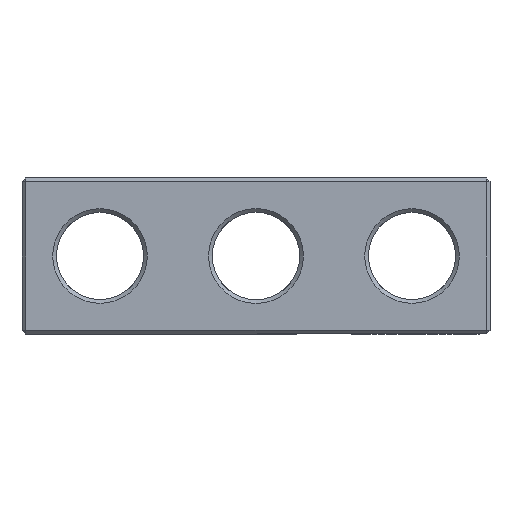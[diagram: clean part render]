
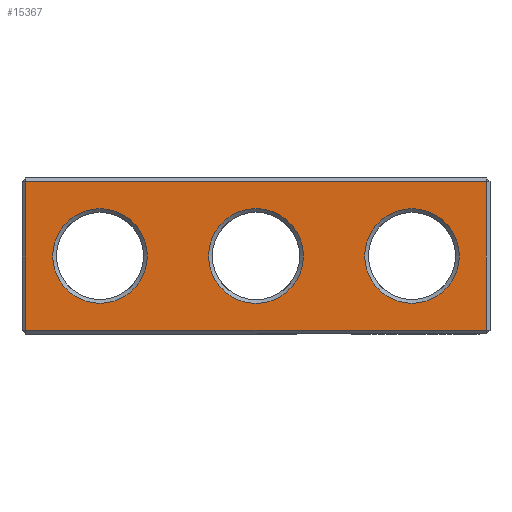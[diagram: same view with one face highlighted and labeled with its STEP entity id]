
A CAD part, front view. The second image highlights one B-rep face of the part: STEP entity #15367.
In plain terms, the highlighted planar face has unit normal (0, -1, 0).
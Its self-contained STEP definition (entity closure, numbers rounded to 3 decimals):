
#1553 = PLANE('',#1554);
#1554 = AXIS2_PLACEMENT_3D('',#1555,#1556,#1557);
#1555 = CARTESIAN_POINT('',(-31.25,-6.1,0.15));
#1556 = DIRECTION('',(0.,-0.707,-0.707));
#1557 = DIRECTION('',(-1.,-0.,-0.));
#9851 = VERTEX_POINT('',#9852);
#9852 = CARTESIAN_POINT('',(-30.95,-6.25,0.3));
#9878 = EDGE_CURVE('',#9851,#9879,#9881,.T.);
#9879 = VERTEX_POINT('',#9880);
#9880 = CARTESIAN_POINT('',(5.95,-6.25,0.3));
#9881 = SURFACE_CURVE('',#9882,(#9886,#9893),.PCURVE_S1.);
#9882 = LINE('',#9883,#9884);
#9883 = CARTESIAN_POINT('',(-31.25,-6.25,0.3));
#9884 = VECTOR('',#9885,1.);
#9885 = DIRECTION('',(1.,0.,0.));
#9886 = PCURVE('',#1553,#9887);
#9887 = DEFINITIONAL_REPRESENTATION('',(#9888),#9892);
#9888 = LINE('',#9889,#9890);
#9889 = CARTESIAN_POINT('',(-0.,-0.212));
#9890 = VECTOR('',#9891,1.);
#9891 = DIRECTION('',(-1.,0.));
#9892 = ( GEOMETRIC_REPRESENTATION_CONTEXT(2) 
PARAMETRIC_REPRESENTATION_CONTEXT() REPRESENTATION_CONTEXT('2D SPACE',''
  ) );
#9893 = PCURVE('',#9894,#9899);
#9894 = PLANE('',#9895);
#9895 = AXIS2_PLACEMENT_3D('',#9896,#9897,#9898);
#9896 = CARTESIAN_POINT('',(-31.25,-6.25,0.));
#9897 = DIRECTION('',(0.,1.,0.));
#9898 = DIRECTION('',(1.,0.,0.));
#9899 = DEFINITIONAL_REPRESENTATION('',(#9900),#9904);
#9900 = LINE('',#9901,#9902);
#9901 = CARTESIAN_POINT('',(0.,-0.3));
#9902 = VECTOR('',#9903,1.);
#9903 = DIRECTION('',(1.,0.));
#9904 = ( GEOMETRIC_REPRESENTATION_CONTEXT(2) 
PARAMETRIC_REPRESENTATION_CONTEXT() REPRESENTATION_CONTEXT('2D SPACE',''
  ) );
#15032 = PLANE('',#15033);
#15033 = AXIS2_PLACEMENT_3D('',#15034,#15035,#15036);
#15034 = CARTESIAN_POINT('',(6.1,-6.1,0.));
#15035 = DIRECTION('',(0.707,-0.707,0.));
#15036 = DIRECTION('',(-0.,-0.,-1.));
#15356 = PLANE('',#15357);
#15357 = AXIS2_PLACEMENT_3D('',#15358,#15359,#15360);
#15358 = CARTESIAN_POINT('',(-31.1,-6.1,0.));
#15359 = DIRECTION('',(-0.707,-0.707,0.));
#15360 = DIRECTION('',(-0.,-0.,-1.));
#15367 = ADVANCED_FACE('',(#15368,#15443,#15478,#15509),#9894,.F.);
#15368 = FACE_BOUND('',#15369,.F.);
#15369 = EDGE_LOOP('',(#15370,#15400,#15421,#15422));
#15370 = ORIENTED_EDGE('',*,*,#15371,.T.);
#15371 = EDGE_CURVE('',#15372,#15374,#15376,.T.);
#15372 = VERTEX_POINT('',#15373);
#15373 = CARTESIAN_POINT('',(-30.95,-6.25,12.2));
#15374 = VERTEX_POINT('',#15375);
#15375 = CARTESIAN_POINT('',(5.95,-6.25,12.2));
#15376 = SURFACE_CURVE('',#15377,(#15381,#15388),.PCURVE_S1.);
#15377 = LINE('',#15378,#15379);
#15378 = CARTESIAN_POINT('',(-31.25,-6.25,12.2));
#15379 = VECTOR('',#15380,1.);
#15380 = DIRECTION('',(1.,0.,0.));
#15381 = PCURVE('',#9894,#15382);
#15382 = DEFINITIONAL_REPRESENTATION('',(#15383),#15387);
#15383 = LINE('',#15384,#15385);
#15384 = CARTESIAN_POINT('',(0.,-12.2));
#15385 = VECTOR('',#15386,1.);
#15386 = DIRECTION('',(1.,0.));
#15387 = ( GEOMETRIC_REPRESENTATION_CONTEXT(2) 
PARAMETRIC_REPRESENTATION_CONTEXT() REPRESENTATION_CONTEXT('2D SPACE',''
  ) );
#15388 = PCURVE('',#15389,#15394);
#15389 = PLANE('',#15390);
#15390 = AXIS2_PLACEMENT_3D('',#15391,#15392,#15393);
#15391 = CARTESIAN_POINT('',(-31.25,-6.1,12.35));
#15392 = DIRECTION('',(0.,0.707,-0.707));
#15393 = DIRECTION('',(-1.,-0.,-0.));
#15394 = DEFINITIONAL_REPRESENTATION('',(#15395),#15399);
#15395 = LINE('',#15396,#15397);
#15396 = CARTESIAN_POINT('',(-0.,-0.212));
#15397 = VECTOR('',#15398,1.);
#15398 = DIRECTION('',(-1.,0.));
#15399 = ( GEOMETRIC_REPRESENTATION_CONTEXT(2) 
PARAMETRIC_REPRESENTATION_CONTEXT() REPRESENTATION_CONTEXT('2D SPACE',''
  ) );
#15400 = ORIENTED_EDGE('',*,*,#15401,.F.);
#15401 = EDGE_CURVE('',#9879,#15374,#15402,.T.);
#15402 = SURFACE_CURVE('',#15403,(#15407,#15414),.PCURVE_S1.);
#15403 = LINE('',#15404,#15405);
#15404 = CARTESIAN_POINT('',(5.95,-6.25,0.));
#15405 = VECTOR('',#15406,1.);
#15406 = DIRECTION('',(0.,0.,1.));
#15407 = PCURVE('',#9894,#15408);
#15408 = DEFINITIONAL_REPRESENTATION('',(#15409),#15413);
#15409 = LINE('',#15410,#15411);
#15410 = CARTESIAN_POINT('',(37.2,0.));
#15411 = VECTOR('',#15412,1.);
#15412 = DIRECTION('',(0.,-1.));
#15413 = ( GEOMETRIC_REPRESENTATION_CONTEXT(2) 
PARAMETRIC_REPRESENTATION_CONTEXT() REPRESENTATION_CONTEXT('2D SPACE',''
  ) );
#15414 = PCURVE('',#15032,#15415);
#15415 = DEFINITIONAL_REPRESENTATION('',(#15416),#15420);
#15416 = LINE('',#15417,#15418);
#15417 = CARTESIAN_POINT('',(-0.,-0.212));
#15418 = VECTOR('',#15419,1.);
#15419 = DIRECTION('',(-1.,0.));
#15420 = ( GEOMETRIC_REPRESENTATION_CONTEXT(2) 
PARAMETRIC_REPRESENTATION_CONTEXT() REPRESENTATION_CONTEXT('2D SPACE',''
  ) );
#15421 = ORIENTED_EDGE('',*,*,#9878,.F.);
#15422 = ORIENTED_EDGE('',*,*,#15423,.T.);
#15423 = EDGE_CURVE('',#9851,#15372,#15424,.T.);
#15424 = SURFACE_CURVE('',#15425,(#15429,#15436),.PCURVE_S1.);
#15425 = LINE('',#15426,#15427);
#15426 = CARTESIAN_POINT('',(-30.95,-6.25,0.));
#15427 = VECTOR('',#15428,1.);
#15428 = DIRECTION('',(0.,0.,1.));
#15429 = PCURVE('',#9894,#15430);
#15430 = DEFINITIONAL_REPRESENTATION('',(#15431),#15435);
#15431 = LINE('',#15432,#15433);
#15432 = CARTESIAN_POINT('',(0.3,0.));
#15433 = VECTOR('',#15434,1.);
#15434 = DIRECTION('',(0.,-1.));
#15435 = ( GEOMETRIC_REPRESENTATION_CONTEXT(2) 
PARAMETRIC_REPRESENTATION_CONTEXT() REPRESENTATION_CONTEXT('2D SPACE',''
  ) );
#15436 = PCURVE('',#15356,#15437);
#15437 = DEFINITIONAL_REPRESENTATION('',(#15438),#15442);
#15438 = LINE('',#15439,#15440);
#15439 = CARTESIAN_POINT('',(-0.,0.212));
#15440 = VECTOR('',#15441,1.);
#15441 = DIRECTION('',(-1.,0.));
#15442 = ( GEOMETRIC_REPRESENTATION_CONTEXT(2) 
PARAMETRIC_REPRESENTATION_CONTEXT() REPRESENTATION_CONTEXT('2D SPACE',''
  ) );
#15443 = FACE_BOUND('',#15444,.F.);
#15444 = EDGE_LOOP('',(#15445));
#15445 = ORIENTED_EDGE('',*,*,#15446,.T.);
#15446 = EDGE_CURVE('',#15447,#15447,#15449,.T.);
#15447 = VERTEX_POINT('',#15448);
#15448 = CARTESIAN_POINT('',(-25.,-6.25,10.04));
#15449 = SURFACE_CURVE('',#15450,(#15455,#15466),.PCURVE_S1.);
#15450 = CIRCLE('',#15451,3.79);
#15451 = AXIS2_PLACEMENT_3D('',#15452,#15453,#15454);
#15452 = CARTESIAN_POINT('',(-25.,-6.25,6.25));
#15453 = DIRECTION('',(0.,-1.,0.));
#15454 = DIRECTION('',(0.,0.,1.));
#15455 = PCURVE('',#9894,#15456);
#15456 = DEFINITIONAL_REPRESENTATION('',(#15457),#15465);
#15457 = ( BOUNDED_CURVE() B_SPLINE_CURVE(2,(#15458,#15459,#15460,#15461
    ,#15462,#15463,#15464),.UNSPECIFIED.,.T.,.F.) 
B_SPLINE_CURVE_WITH_KNOTS((1,2,2,2,2,1),(-2.094,0.,
    2.094,4.189,6.283,8.378),
.UNSPECIFIED.) CURVE() GEOMETRIC_REPRESENTATION_ITEM() 
RATIONAL_B_SPLINE_CURVE((1.,0.5,1.,0.5,1.,0.5,1.)) REPRESENTATION_ITEM(
  '') );
#15458 = CARTESIAN_POINT('',(6.25,-10.04));
#15459 = CARTESIAN_POINT('',(-0.314,-10.04));
#15460 = CARTESIAN_POINT('',(2.968,-4.355));
#15461 = CARTESIAN_POINT('',(6.25,1.33));
#15462 = CARTESIAN_POINT('',(9.532,-4.355));
#15463 = CARTESIAN_POINT('',(12.814,-10.04));
#15464 = CARTESIAN_POINT('',(6.25,-10.04));
#15465 = ( GEOMETRIC_REPRESENTATION_CONTEXT(2) 
PARAMETRIC_REPRESENTATION_CONTEXT() REPRESENTATION_CONTEXT('2D SPACE',''
  ) );
#15466 = PCURVE('',#15467,#15472);
#15467 = CONICAL_SURFACE('',#15468,3.49,0.785);
#15468 = AXIS2_PLACEMENT_3D('',#15469,#15470,#15471);
#15469 = CARTESIAN_POINT('',(-25.,-5.95,6.25));
#15470 = DIRECTION('',(0.,-1.,0.));
#15471 = DIRECTION('',(0.,0.,1.));
#15472 = DEFINITIONAL_REPRESENTATION('',(#15473),#15477);
#15473 = LINE('',#15474,#15475);
#15474 = CARTESIAN_POINT('',(0.,0.3));
#15475 = VECTOR('',#15476,1.);
#15476 = DIRECTION('',(1.,0.));
#15477 = ( GEOMETRIC_REPRESENTATION_CONTEXT(2) 
PARAMETRIC_REPRESENTATION_CONTEXT() REPRESENTATION_CONTEXT('2D SPACE',''
  ) );
#15478 = FACE_BOUND('',#15479,.F.);
#15479 = EDGE_LOOP('',(#15480));
#15480 = ORIENTED_EDGE('',*,*,#15481,.F.);
#15481 = EDGE_CURVE('',#15482,#15482,#15484,.T.);
#15482 = VERTEX_POINT('',#15483);
#15483 = CARTESIAN_POINT('',(-12.5,-6.25,10.05));
#15484 = SURFACE_CURVE('',#15485,(#15490,#15497),.PCURVE_S1.);
#15485 = CIRCLE('',#15486,3.8);
#15486 = AXIS2_PLACEMENT_3D('',#15487,#15488,#15489);
#15487 = CARTESIAN_POINT('',(-12.5,-6.25,6.25));
#15488 = DIRECTION('',(0.,1.,0.));
#15489 = DIRECTION('',(0.,0.,1.));
#15490 = PCURVE('',#9894,#15491);
#15491 = DEFINITIONAL_REPRESENTATION('',(#15492),#15496);
#15492 = CIRCLE('',#15493,3.8);
#15493 = AXIS2_PLACEMENT_2D('',#15494,#15495);
#15494 = CARTESIAN_POINT('',(18.75,-6.25));
#15495 = DIRECTION('',(0.,-1.));
#15496 = ( GEOMETRIC_REPRESENTATION_CONTEXT(2) 
PARAMETRIC_REPRESENTATION_CONTEXT() REPRESENTATION_CONTEXT('2D SPACE',''
  ) );
#15497 = PCURVE('',#15498,#15503);
#15498 = CONICAL_SURFACE('',#15499,3.5,0.785);
#15499 = AXIS2_PLACEMENT_3D('',#15500,#15501,#15502);
#15500 = CARTESIAN_POINT('',(-12.5,-5.95,6.25));
#15501 = DIRECTION('',(0.,-1.,0.));
#15502 = DIRECTION('',(0.,0.,1.));
#15503 = DEFINITIONAL_REPRESENTATION('',(#15504),#15508);
#15504 = LINE('',#15505,#15506);
#15505 = CARTESIAN_POINT('',(-0.,0.3));
#15506 = VECTOR('',#15507,1.);
#15507 = DIRECTION('',(-1.,0.));
#15508 = ( GEOMETRIC_REPRESENTATION_CONTEXT(2) 
PARAMETRIC_REPRESENTATION_CONTEXT() REPRESENTATION_CONTEXT('2D SPACE',''
  ) );
#15509 = FACE_BOUND('',#15510,.F.);
#15510 = EDGE_LOOP('',(#15511));
#15511 = ORIENTED_EDGE('',*,*,#15512,.F.);
#15512 = EDGE_CURVE('',#15513,#15513,#15515,.T.);
#15513 = VERTEX_POINT('',#15514);
#15514 = CARTESIAN_POINT('',(0.,-6.25,10.04));
#15515 = SURFACE_CURVE('',#15516,(#15521,#15528),.PCURVE_S1.);
#15516 = CIRCLE('',#15517,3.79);
#15517 = AXIS2_PLACEMENT_3D('',#15518,#15519,#15520);
#15518 = CARTESIAN_POINT('',(0.,-6.25,6.25));
#15519 = DIRECTION('',(0.,1.,0.));
#15520 = DIRECTION('',(0.,0.,1.));
#15521 = PCURVE('',#9894,#15522);
#15522 = DEFINITIONAL_REPRESENTATION('',(#15523),#15527);
#15523 = CIRCLE('',#15524,3.79);
#15524 = AXIS2_PLACEMENT_2D('',#15525,#15526);
#15525 = CARTESIAN_POINT('',(31.25,-6.25));
#15526 = DIRECTION('',(0.,-1.));
#15527 = ( GEOMETRIC_REPRESENTATION_CONTEXT(2) 
PARAMETRIC_REPRESENTATION_CONTEXT() REPRESENTATION_CONTEXT('2D SPACE',''
  ) );
#15528 = PCURVE('',#15529,#15534);
#15529 = CONICAL_SURFACE('',#15530,3.79,0.785);
#15530 = AXIS2_PLACEMENT_3D('',#15531,#15532,#15533);
#15531 = CARTESIAN_POINT('',(0.,-6.25,6.25));
#15532 = DIRECTION('',(0.,-1.,0.));
#15533 = DIRECTION('',(0.,0.,1.));
#15534 = DEFINITIONAL_REPRESENTATION('',(#15535),#15539);
#15535 = LINE('',#15536,#15537);
#15536 = CARTESIAN_POINT('',(-0.,-0.));
#15537 = VECTOR('',#15538,1.);
#15538 = DIRECTION('',(-1.,-0.));
#15539 = ( GEOMETRIC_REPRESENTATION_CONTEXT(2) 
PARAMETRIC_REPRESENTATION_CONTEXT() REPRESENTATION_CONTEXT('2D SPACE',''
  ) );
